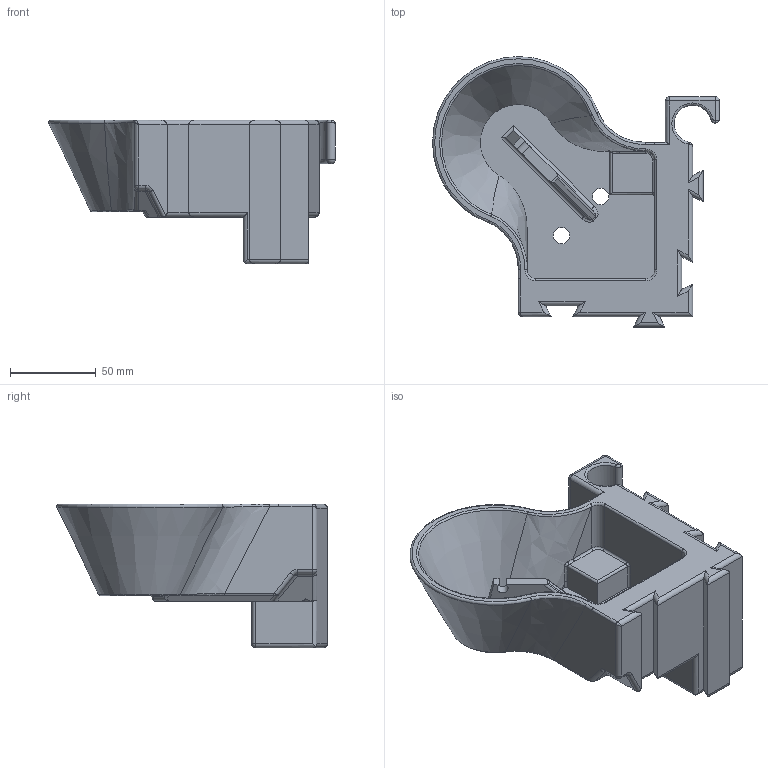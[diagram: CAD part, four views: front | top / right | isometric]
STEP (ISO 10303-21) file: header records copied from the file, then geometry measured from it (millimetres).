
FILE_DESCRIPTION (( 'STEP AP203' ), '1' );
FILE_NAME ('Part1.STEP', '2025-02-17T13:26:10', ( '' ), ( '' ), 'SwSTEP 2.0', 'SolidWorks 2024', '' );
FILE_SCHEMA (( 'CONFIG_CONTROL_DESIGN' ));
Length unit declared in the file: inch
Products named in the file (1): Part1
Bounding box: 167.28 x 157.76 x 83.82 mm (x, y, z)
Volume: 391649.1 mm3; surface area: 87297.9 mm2
Topology: 1 solids, 1 shells, 292 faces, 721 edges, 428 vertices
Faces by surface type: plane 117, cylinder 112, bspline 29, torus 21, sphere 11, cone 2
Entity records: 9908 total; most frequent: CARTESIAN_POINT 3377, ORIENTED_EDGE 1416, DIRECTION 1259, EDGE_CURVE 708, VERTEX_POINT 428, AXIS2_PLACEMENT_3D 420, VECTOR 419, LINE 419
